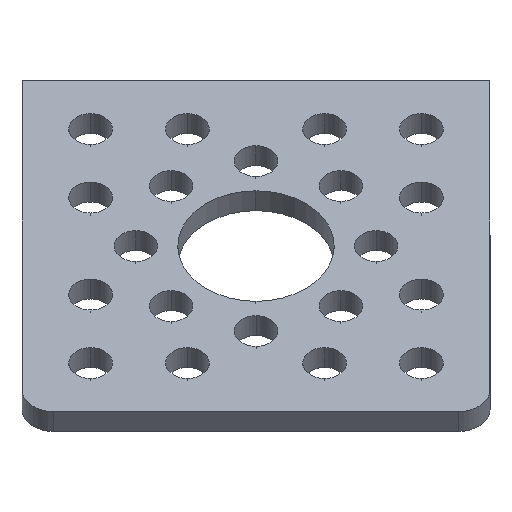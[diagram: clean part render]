
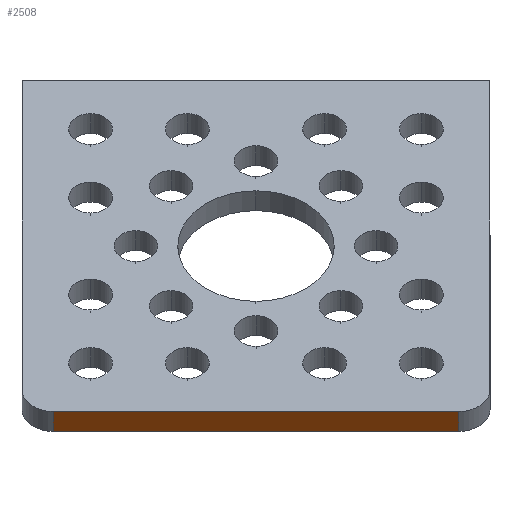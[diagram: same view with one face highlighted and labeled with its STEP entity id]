
A CAD part, left-side view. The second image highlights one B-rep face of the part: STEP entity #2508.
In plain terms, the highlighted planar face has unit normal (-0.707, 0, -0.707).
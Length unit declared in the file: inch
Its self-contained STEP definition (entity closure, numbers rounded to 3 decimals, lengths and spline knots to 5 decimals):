
#236 = DIRECTION ( 'NONE',  ( -0.707, 0., 0.707 ) ) ;
#474 = CARTESIAN_POINT ( 'NONE',  ( -1.84794, 1.5, -1.06066 ) ) ;
#541 = CARTESIAN_POINT ( 'NONE',  ( -1.7843, 1.5, -1.1243 ) ) ;
#635 = AXIS2_PLACEMENT_3D ( 'NONE', #541, #4136, #1761 ) ;
#652 = CARTESIAN_POINT ( 'NONE',  ( -1.7843, 0.1, -1.1243 ) ) ;
#677 = CARTESIAN_POINT ( 'NONE',  ( -1.7843, 1.4, -1.1243 ) ) ;
#1005 = LINE ( 'NONE', #677, #5106 ) ;
#1604 = ORIENTED_EDGE ( 'NONE', *, *, #3450, .F. ) ;
#1682 = VERTEX_POINT ( 'NONE', #2816 ) ;
#1761 = DIRECTION ( 'NONE',  ( 0.707, 0., -0.707 ) ) ;
#1854 = CARTESIAN_POINT ( 'NONE',  ( -1.7843, 1.4, -1.1243 ) ) ;
#1996 = EDGE_CURVE ( 'NONE', #5009, #5004, #4423, .T. ) ;
#2483 = DIRECTION ( 'NONE',  ( 0., -1., 0. ) ) ;
#2508 = ADVANCED_FACE ( 'NONE', ( #2915 ), #3342, .F. ) ;
#2618 = DIRECTION ( 'NONE',  ( 0., -1., 0. ) ) ;
#2816 = CARTESIAN_POINT ( 'NONE',  ( -1.84794, 1.4, -1.06066 ) ) ;
#2915 = FACE_OUTER_BOUND ( 'NONE', #4699, .T. ) ;
#3166 = CARTESIAN_POINT ( 'NONE',  ( -1.84794, 0.1, -1.06066 ) ) ;
#3180 = LINE ( 'NONE', #474, #5173 ) ;
#3342 = PLANE ( 'NONE',  #635 ) ;
#3450 = EDGE_CURVE ( 'NONE', #1682, #4360, #3180, .T. ) ;
#3611 = LINE ( 'NONE', #4208, #4537 ) ;
#3629 = VECTOR ( 'NONE', #2618, 39.37008 ) ;
#4076 = ORIENTED_EDGE ( 'NONE', *, *, #1996, .T. ) ;
#4136 = DIRECTION ( 'NONE',  ( 0.707, 0., 0.707 ) ) ;
#4160 = EDGE_CURVE ( 'NONE', #5004, #4360, #3611, .T. ) ;
#4208 = CARTESIAN_POINT ( 'NONE',  ( -1.7843, 0.1, -1.1243 ) ) ;
#4250 = EDGE_CURVE ( 'NONE', #1682, #5009, #1005, .T. ) ;
#4360 = VERTEX_POINT ( 'NONE', #3166 ) ;
#4384 = ORIENTED_EDGE ( 'NONE', *, *, #4250, .T. ) ;
#4423 = LINE ( 'NONE', #5007, #3629 ) ;
#4537 = VECTOR ( 'NONE', #236, 39.37008 ) ;
#4652 = DIRECTION ( 'NONE',  ( 0.707, 0., -0.707 ) ) ;
#4699 = EDGE_LOOP ( 'NONE', ( #1604, #4384, #4076, #5071 ) ) ;
#5004 = VERTEX_POINT ( 'NONE', #652 ) ;
#5007 = CARTESIAN_POINT ( 'NONE',  ( -1.7843, 1.5, -1.1243 ) ) ;
#5009 = VERTEX_POINT ( 'NONE', #1854 ) ;
#5071 = ORIENTED_EDGE ( 'NONE', *, *, #4160, .T. ) ;
#5106 = VECTOR ( 'NONE', #4652, 39.37008 ) ;
#5173 = VECTOR ( 'NONE', #2483, 39.37008 ) ;
